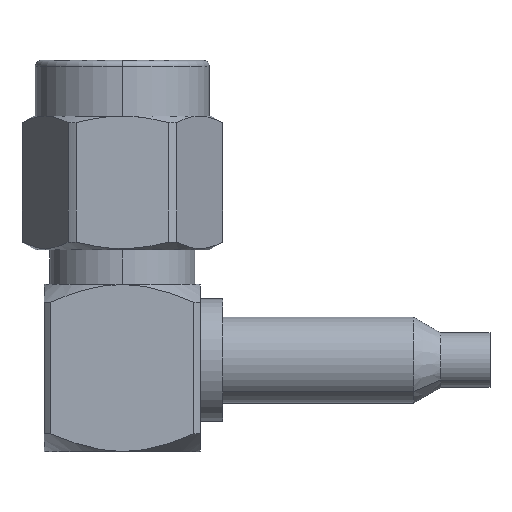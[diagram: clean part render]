
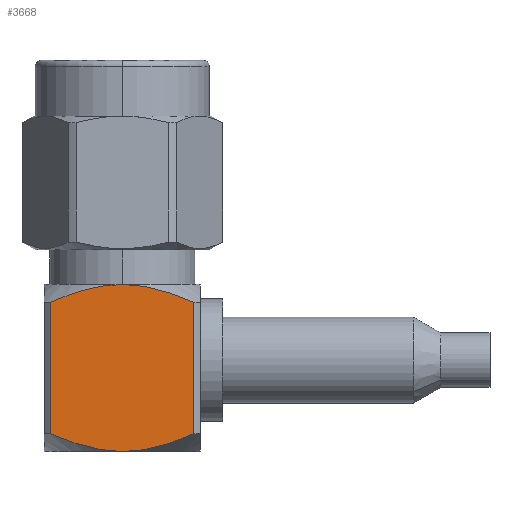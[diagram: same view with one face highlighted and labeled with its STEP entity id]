
A CAD part, left-side view. The second image highlights one B-rep face of the part: STEP entity #3668.
In plain terms, the highlighted planar face has unit normal (-1, 0, 0).
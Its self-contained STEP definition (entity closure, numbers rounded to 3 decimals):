
#23 = B_SPLINE_CURVE_WITH_KNOTS ( 'NONE', 3,
 ( #3647, #4086, #2650, #3616, #2216, #2623, #5513, #5541 ),
 .UNSPECIFIED., .F., .F.,
 ( 4, 2, 2, 4 ),
 ( 0.007, 0.009, 0.01, 0.01 ),
 .UNSPECIFIED. ) ;
#319 = CARTESIAN_POINT ( 'NONE',  ( -3.5, 3.211, 0. ) ) ;
#354 = CARTESIAN_POINT ( 'NONE',  ( -3.5, -0.28, 0. ) ) ;
#453 = EDGE_LOOP ( 'NONE', ( #3600, #544, #2704, #6012, #1324, #5647 ) ) ;
#480 = CARTESIAN_POINT ( 'NONE',  ( -3.5, 0.561, 7.5 ) ) ;
#544 = ORIENTED_EDGE ( 'NONE', *, *, #4143, .F. ) ;
#564 = EDGE_CURVE ( 'NONE', #1348, #1606, #2979, .T. ) ;
#834 = B_SPLINE_CURVE_WITH_KNOTS ( 'NONE', 3,
 ( #4585, #6103, #6014, #863, #3654, #4616, #2255, #1728 ),
 .UNSPECIFIED., .F., .F.,
 ( 4, 2, 2, 4 ),
 ( 0.011, 0.012, 0.013, 0.014 ),
 .UNSPECIFIED. ) ;
#863 = CARTESIAN_POINT ( 'NONE',  ( -3.5, -1.106, 7.397 ) ) ;
#941 = CARTESIAN_POINT ( 'NONE',  ( -3.5, 2.957, 6.81 ) ) ;
#1004 = CARTESIAN_POINT ( 'NONE',  ( -3.5, 1.909, 7.193 ) ) ;
#1203 = CARTESIAN_POINT ( 'NONE',  ( -3.5, 0., 0. ) ) ;
#1223 = CARTESIAN_POINT ( 'NONE',  ( -3.5, -2.702, 0.579 ) ) ;
#1268 = DIRECTION ( 'NONE',  ( 0., 0., -1. ) ) ;
#1324 = ORIENTED_EDGE ( 'NONE', *, *, #2771, .F. ) ;
#1348 = VERTEX_POINT ( 'NONE', #5569 ) ;
#1513 = FACE_OUTER_BOUND ( 'NONE', #453, .T. ) ;
#1606 = VERTEX_POINT ( 'NONE', #3693 ) ;
#1715 = DIRECTION ( 'NONE',  ( 0., 0., 1. ) ) ;
#1728 = CARTESIAN_POINT ( 'NONE',  ( -3.5, -3.211, 6.7 ) ) ;
#1871 = CARTESIAN_POINT ( 'NONE',  ( -3.5, 2.699, 6.915 ) ) ;
#1878 = VECTOR ( 'NONE', #1715, 1000. ) ;
#1980 = AXIS2_PLACEMENT_3D ( 'NONE', #4400, #5307, #5794 ) ;
#2216 = CARTESIAN_POINT ( 'NONE',  ( -3.5, 2.175, 0.394 ) ) ;
#2255 = CARTESIAN_POINT ( 'NONE',  ( -3.5, -2.702, 6.921 ) ) ;
#2432 = CARTESIAN_POINT ( 'NONE',  ( -3.5, 0., 7.5 ) ) ;
#2546 = CARTESIAN_POINT ( 'NONE',  ( -3.5, 3.211, 0.8 ) ) ;
#2569 = CARTESIAN_POINT ( 'NONE',  ( -3.5, -3.211, 6.7 ) ) ;
#2623 = CARTESIAN_POINT ( 'NONE',  ( -3.5, 2.699, 0.585 ) ) ;
#2650 = CARTESIAN_POINT ( 'NONE',  ( -3.5, 1.107, 0.089 ) ) ;
#2654 = VERTEX_POINT ( 'NONE', #2546 ) ;
#2704 = ORIENTED_EDGE ( 'NONE', *, *, #5240, .F. ) ;
#2714 = CARTESIAN_POINT ( 'NONE',  ( -3.5, -1.376, 0.162 ) ) ;
#2771 = EDGE_CURVE ( 'NONE', #5691, #2784, #6053, .T. ) ;
#2784 = VERTEX_POINT ( 'NONE', #6021 ) ;
#2979 = B_SPLINE_CURVE_WITH_KNOTS ( 'NONE', 3,
 ( #3360, #941, #1871, #5261, #1004, #4793, #480, #2432 ),
 .UNSPECIFIED., .F., .F.,
 ( 4, 2, 2, 4 ),
 ( 0.008, 0.009, 0.009, 0.011 ),
 .UNSPECIFIED. ) ;
#3119 = CARTESIAN_POINT ( 'NONE',  ( -3.5, -1.106, 0.103 ) ) ;
#3360 = CARTESIAN_POINT ( 'NONE',  ( -3.5, 3.211, 6.7 ) ) ;
#3410 = PLANE ( 'NONE',  #1980 ) ;
#3600 = ORIENTED_EDGE ( 'NONE', *, *, #564, .F. ) ;
#3616 = CARTESIAN_POINT ( 'NONE',  ( -3.5, 1.909, 0.307 ) ) ;
#3631 = CARTESIAN_POINT ( 'NONE',  ( -3.5, -3.211, 0. ) ) ;
#3647 = CARTESIAN_POINT ( 'NONE',  ( -3.5, 0., 0. ) ) ;
#3654 = CARTESIAN_POINT ( 'NONE',  ( -3.5, -1.376, 7.338 ) ) ;
#3668 = ADVANCED_FACE ( 'NONE', ( #1513 ), #3410, .T. ) ;
#3693 = CARTESIAN_POINT ( 'NONE',  ( -3.5, 0., 7.5 ) ) ;
#4022 = CARTESIAN_POINT ( 'NONE',  ( -3.5, -2.177, 0.38 ) ) ;
#4086 = CARTESIAN_POINT ( 'NONE',  ( -3.5, 0.561, 0. ) ) ;
#4143 = EDGE_CURVE ( 'NONE', #2654, #1348, #4505, .T. ) ;
#4400 = CARTESIAN_POINT ( 'NONE',  ( -3.5, -3.5, 20. ) ) ;
#4505 = LINE ( 'NONE', #319, #1878 ) ;
#4585 = CARTESIAN_POINT ( 'NONE',  ( -3.5, 0., 7.5 ) ) ;
#4609 = CARTESIAN_POINT ( 'NONE',  ( -3.5, -0.559, 0.022 ) ) ;
#4616 = CARTESIAN_POINT ( 'NONE',  ( -3.5, -2.177, 7.12 ) ) ;
#4793 = CARTESIAN_POINT ( 'NONE',  ( -3.5, 1.107, 7.411 ) ) ;
#5023 = CARTESIAN_POINT ( 'NONE',  ( -3.5, 0., 0. ) ) ;
#5240 = EDGE_CURVE ( 'NONE', #5678, #2654, #23, .T. ) ;
#5261 = CARTESIAN_POINT ( 'NONE',  ( -3.5, 2.175, 7.106 ) ) ;
#5299 = EDGE_CURVE ( 'NONE', #2784, #5678, #5719, .T. ) ;
#5307 = DIRECTION ( 'NONE',  ( -1., 0., 0. ) ) ;
#5480 = CARTESIAN_POINT ( 'NONE',  ( -3.5, -3.211, 0.8 ) ) ;
#5513 = CARTESIAN_POINT ( 'NONE',  ( -3.5, 2.957, 0.69 ) ) ;
#5541 = CARTESIAN_POINT ( 'NONE',  ( -3.5, 3.211, 0.8 ) ) ;
#5569 = CARTESIAN_POINT ( 'NONE',  ( -3.5, 3.211, 6.7 ) ) ;
#5647 = ORIENTED_EDGE ( 'NONE', *, *, #5751, .F. ) ;
#5678 = VERTEX_POINT ( 'NONE', #1203 ) ;
#5691 = VERTEX_POINT ( 'NONE', #2569 ) ;
#5719 = B_SPLINE_CURVE_WITH_KNOTS ( 'NONE', 3,
 ( #5480, #1223, #4022, #2714, #3119, #4609, #354, #5023 ),
 .UNSPECIFIED., .F., .F.,
 ( 4, 2, 2, 4 ),
 ( 0.004, 0.005, 0.006, 0.007 ),
 .UNSPECIFIED. ) ;
#5751 = EDGE_CURVE ( 'NONE', #1606, #5691, #834, .T. ) ;
#5794 = DIRECTION ( 'NONE',  ( 0., -1., 0. ) ) ;
#6007 = VECTOR ( 'NONE', #1268, 1000. ) ;
#6012 = ORIENTED_EDGE ( 'NONE', *, *, #5299, .F. ) ;
#6014 = CARTESIAN_POINT ( 'NONE',  ( -3.5, -0.559, 7.478 ) ) ;
#6021 = CARTESIAN_POINT ( 'NONE',  ( -3.5, -3.211, 0.8 ) ) ;
#6053 = LINE ( 'NONE', #3631, #6007 ) ;
#6103 = CARTESIAN_POINT ( 'NONE',  ( -3.5, -0.28, 7.5 ) ) ;
